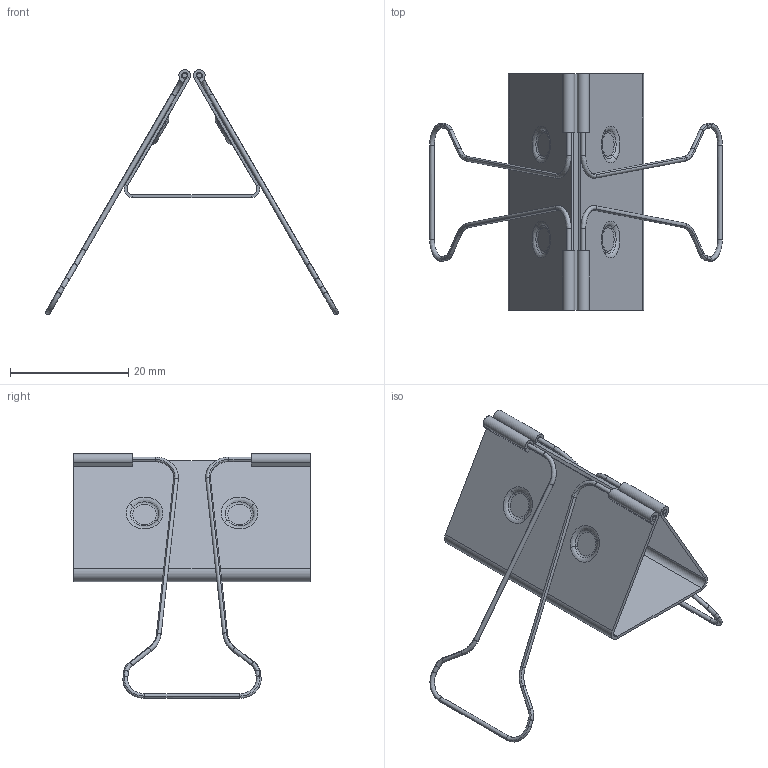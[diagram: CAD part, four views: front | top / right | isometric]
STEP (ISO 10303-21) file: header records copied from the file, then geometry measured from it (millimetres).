
FILE_DESCRIPTION(('FreeCAD Model'),'2;1');
FILE_NAME('paper binder1.step','2020-08-13T03:42:30',( 'Author'),(''),'Open CASCADE STEP processor 7.3','FreeCAD','Unknown' );
FILE_SCHEMA(('AUTOMOTIVE_DESIGN { 1 0 10303 214 1 1 1 1 }'));
Length unit declared in the file: millimetre
Products named in the file (1): paper_binder1
Bounding box: 49.53 x 40 x 41.47 mm (x, y, z)
Surface area: 6586.7 mm2 (no closed solid volume)
Topology: 0 solids, 174 shells, 174 faces, 720 edges, 728 vertices
Faces by surface type: revolution 112, plane 62
Entity records: 15886 total; most frequent: CARTESIAN_POINT 4083, DIRECTION 1896, LINE 828, VECTOR 828, ORIENTED_EDGE 712, EDGE_CURVE 712, VERTEX_POINT 712, SURFACE_CURVE 712
